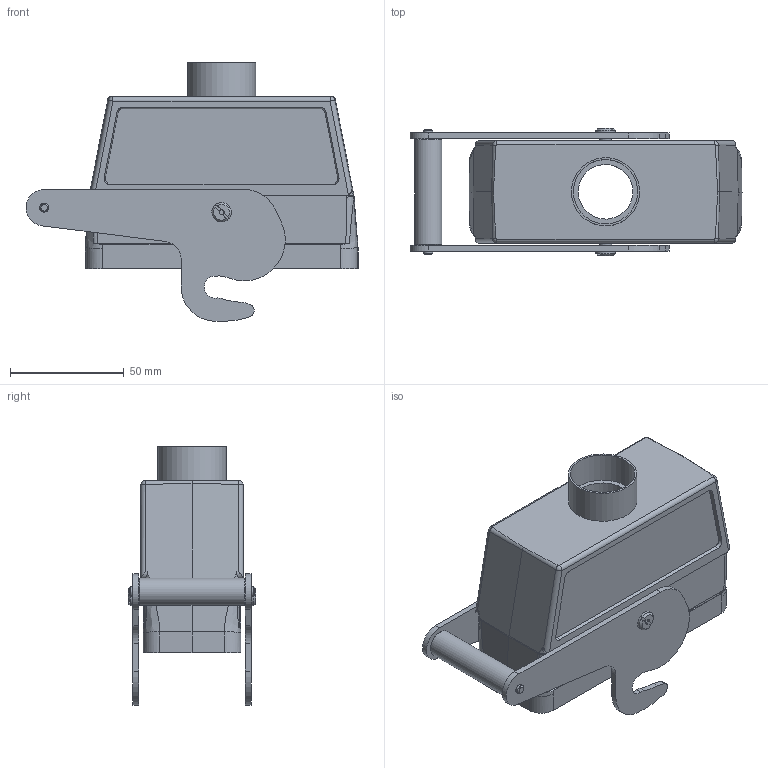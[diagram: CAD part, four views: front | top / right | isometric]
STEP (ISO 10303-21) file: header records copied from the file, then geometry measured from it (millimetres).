
FILE_DESCRIPTION(/* description */ (''),/* implementation_level */ '2;1');
FILE_NAME(/* name */ '100110541ugm000_b.stp',/* time_stamp */ '2019-08-07T08:03:31+02:00',/* author */ (''),/* organization */ (''),/* preprocessor_version */ 'ST-DEVELOPER v16.7',/* originating_system */ 'SIEMENS PLM Software NX 12.0',/* authorisation */ '');
FILE_SCHEMA (('AUTOMOTIVE_DESIGN { 1 0 10303 214 3 1 1 1 }'));
Length unit declared in the file: millimetre
Products named in the file (1): 100110541ugm000_b
Bounding box: 145.98 x 56 x 113.79 mm (x, y, z)
Volume: 120976.7 mm3; surface area: 72921.3 mm2
Topology: 2 solids, 3 shells, 418 faces, 1068 edges, 688 vertices
Faces by surface type: plane 211, cylinder 94, bspline 60, cone 44, sphere 6, torus 3
Full cylindrical faces by diameter (mm): 2.2 x2, 3 x4, 3.2 x2, 3.95 x2, 4 x2, 5.37 x2, 8.5 x2, 12 x1, 24 x1, 26.78 x1, 28.3 x2, 30 x1
Entity records: 18190 total; most frequent: CARTESIAN_POINT 5633, ORIENTED_EDGE 2020, DIRECTION 1846, EDGE_CURVE 1010, VERTEX_POINT 672, AXIS2_PLACEMENT_3D 660, LINE 526, VECTOR 526
